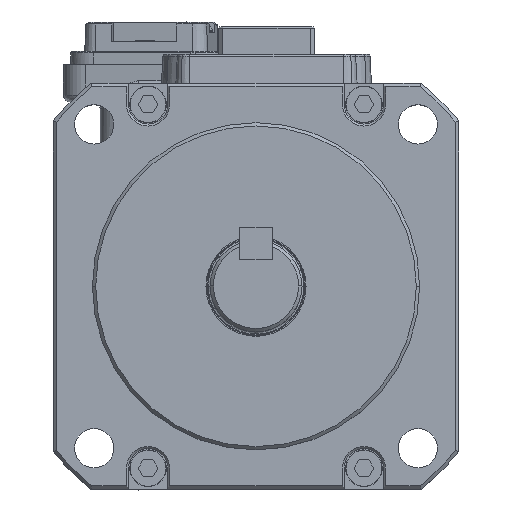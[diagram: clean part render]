
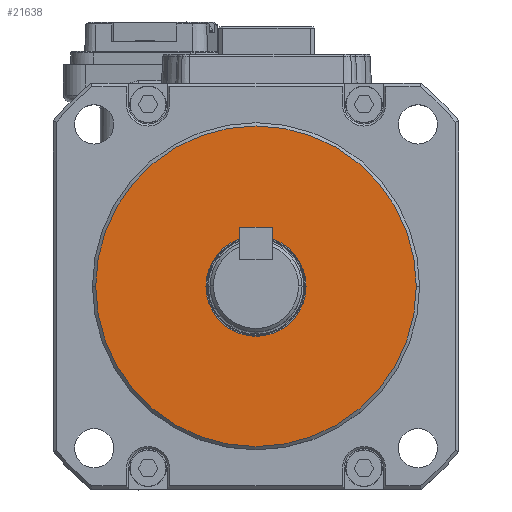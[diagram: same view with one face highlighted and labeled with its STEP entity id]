
A CAD part, top view. The second image highlights one B-rep face of the part: STEP entity #21638.
In plain terms, the highlighted planar face has unit normal (0, 0, 1).
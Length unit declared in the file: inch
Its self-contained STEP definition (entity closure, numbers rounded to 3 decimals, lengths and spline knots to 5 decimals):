
#2514 = EDGE_CURVE ( 'NONE', #11931, #28852, #6437, .T. ) ;
#2686 = CARTESIAN_POINT ( 'NONE',  ( 0., 0., 1.16142 ) ) ;
#6311 = AXIS2_PLACEMENT_3D ( 'NONE', #42573, #37036, #57414 ) ;
#6437 = CIRCLE ( 'NONE', #63135, 0.30118 ) ;
#7636 = CARTESIAN_POINT ( 'NONE',  ( 0., 0., 1.16142 ) ) ;
#8370 = ORIENTED_EDGE ( 'NONE', *, *, #2514, .T. ) ;
#10179 = CARTESIAN_POINT ( 'NONE',  ( -0.96457, 0., 1.16142 ) ) ;
#10578 = EDGE_CURVE ( 'NONE', #28852, #11931, #60800, .T. ) ;
#11627 = CARTESIAN_POINT ( 'NONE',  ( 0.96457, 0., 1.16142 ) ) ;
#11931 = VERTEX_POINT ( 'NONE', #26397 ) ;
#12603 = PLANE ( 'NONE',  #60916 ) ;
#12798 = DIRECTION ( 'NONE',  ( 0., 0., -1. ) ) ;
#15369 = AXIS2_PLACEMENT_3D ( 'NONE', #61642, #57131, #57424 ) ;
#17607 = DIRECTION ( 'NONE',  ( -1., 0., 0. ) ) ;
#21638 = ADVANCED_FACE ( 'NONE', ( #61686, #52959 ), #12603, .T. ) ;
#23278 = ORIENTED_EDGE ( 'NONE', *, *, #35297, .F. ) ;
#24872 = AXIS2_PLACEMENT_3D ( 'NONE', #7636, #12798, #17607 ) ;
#26397 = CARTESIAN_POINT ( 'NONE',  ( 0.30118, 0., 1.16142 ) ) ;
#28083 = DIRECTION ( 'NONE',  ( 1., 0., 0. ) ) ;
#28852 = VERTEX_POINT ( 'NONE', #33176 ) ;
#29553 = EDGE_LOOP ( 'NONE', ( #8370, #40291 ) ) ;
#31763 = EDGE_LOOP ( 'NONE', ( #23278, #53288 ) ) ;
#33176 = CARTESIAN_POINT ( 'NONE',  ( -0.30118, 0., 1.16142 ) ) ;
#35297 = EDGE_CURVE ( 'NONE', #50285, #58271, #57893, .T. ) ;
#35639 = DIRECTION ( 'NONE',  ( 0., 0., -1. ) ) ;
#35931 = DIRECTION ( 'NONE',  ( -1., 0., 0. ) ) ;
#37036 = DIRECTION ( 'NONE',  ( 0., 0., -1. ) ) ;
#37757 = CARTESIAN_POINT ( 'NONE',  ( 0., 0., 1.16142 ) ) ;
#40291 = ORIENTED_EDGE ( 'NONE', *, *, #10578, .T. ) ;
#42573 = CARTESIAN_POINT ( 'NONE',  ( 0., 0., 1.16142 ) ) ;
#46445 = EDGE_CURVE ( 'NONE', #58271, #50285, #48527, .T. ) ;
#48527 = CIRCLE ( 'NONE', #24872, 0.96457 ) ;
#50285 = VERTEX_POINT ( 'NONE', #11627 ) ;
#52959 = FACE_OUTER_BOUND ( 'NONE', #31763, .T. ) ;
#53288 = ORIENTED_EDGE ( 'NONE', *, *, #46445, .F. ) ;
#57131 = DIRECTION ( 'NONE',  ( 0., 0., -1. ) ) ;
#57414 = DIRECTION ( 'NONE',  ( -1., 0., 0. ) ) ;
#57424 = DIRECTION ( 'NONE',  ( -1., 0., 0. ) ) ;
#57467 = DIRECTION ( 'NONE',  ( 0., 0., 1. ) ) ;
#57893 = CIRCLE ( 'NONE', #6311, 0.96457 ) ;
#58271 = VERTEX_POINT ( 'NONE', #10179 ) ;
#60800 = CIRCLE ( 'NONE', #15369, 0.30118 ) ;
#60916 = AXIS2_PLACEMENT_3D ( 'NONE', #37757, #57467, #28083 ) ;
#61642 = CARTESIAN_POINT ( 'NONE',  ( 0., 0., 1.16142 ) ) ;
#61686 = FACE_BOUND ( 'NONE', #29553, .T. ) ;
#63135 = AXIS2_PLACEMENT_3D ( 'NONE', #2686, #35639, #35931 ) ;
